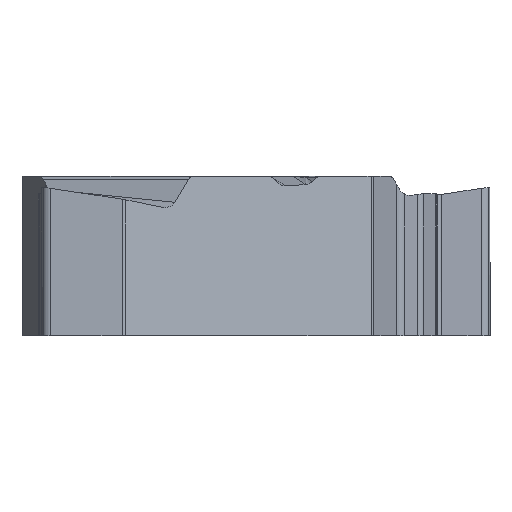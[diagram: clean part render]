
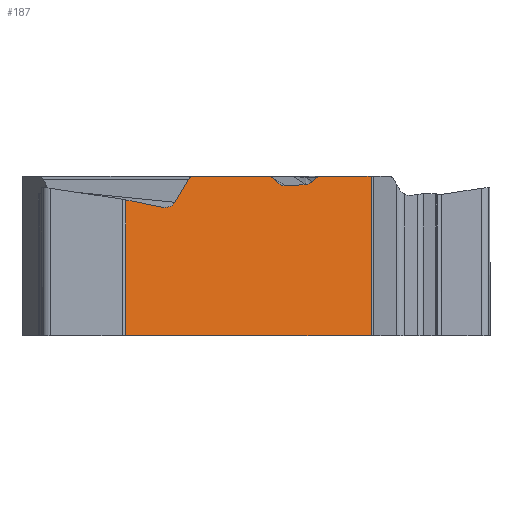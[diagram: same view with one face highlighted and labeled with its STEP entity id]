
A CAD part, front view. The second image highlights one B-rep face of the part: STEP entity #187.
In plain terms, the highlighted planar face has unit normal (0.5, -0.866, 0).
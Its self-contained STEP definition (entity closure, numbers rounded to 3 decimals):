
#187=ADVANCED_FACE('',(#338),#285,.F.);
#285=PLANE('',#2132);
#338=FACE_OUTER_BOUND('',#442,.T.);
#442=EDGE_LOOP('',(#998,#999,#1000,#1001,#1002,#1003,#1004,#1005,#1006,
#1007,#1008,#1009,#1010,#1011,#1012,#1013));
#588=LINE('',#3528,#762);
#589=LINE('',#3531,#763);
#590=LINE('',#3533,#764);
#591=LINE('',#3537,#765);
#592=LINE('',#3553,#766);
#593=LINE('',#3569,#767);
#594=LINE('',#3573,#768);
#595=LINE('',#3577,#769);
#596=LINE('',#3581,#770);
#597=LINE('',#3583,#771);
#762=VECTOR('',#2423,1.);
#763=VECTOR('',#2424,1.);
#764=VECTOR('',#2425,1.);
#765=VECTOR('',#2428,1.);
#766=VECTOR('',#2429,1.);
#767=VECTOR('',#2430,1.);
#768=VECTOR('',#2433,1.);
#769=VECTOR('',#2436,1.);
#770=VECTOR('',#2439,1.);
#771=VECTOR('',#2440,1.);
#998=ORIENTED_EDGE('',*,*,#1766,.F.);
#999=ORIENTED_EDGE('',*,*,#1767,.T.);
#1000=ORIENTED_EDGE('',*,*,#1768,.F.);
#1001=ORIENTED_EDGE('',*,*,#1769,.F.);
#1002=ORIENTED_EDGE('',*,*,#1770,.F.);
#1003=ORIENTED_EDGE('',*,*,#1771,.F.);
#1004=ORIENTED_EDGE('',*,*,#1772,.F.);
#1005=ORIENTED_EDGE('',*,*,#1773,.F.);
#1006=ORIENTED_EDGE('',*,*,#1774,.F.);
#1007=ORIENTED_EDGE('',*,*,#1775,.F.);
#1008=ORIENTED_EDGE('',*,*,#1776,.F.);
#1009=ORIENTED_EDGE('',*,*,#1777,.F.);
#1010=ORIENTED_EDGE('',*,*,#1778,.F.);
#1011=ORIENTED_EDGE('',*,*,#1779,.T.);
#1012=ORIENTED_EDGE('',*,*,#1780,.F.);
#1013=ORIENTED_EDGE('',*,*,#1781,.T.);
#1554=VERTEX_POINT('',#3529);
#1555=VERTEX_POINT('',#3530);
#1556=VERTEX_POINT('',#3532);
#1557=VERTEX_POINT('',#3534);
#1558=VERTEX_POINT('',#3536);
#1559=VERTEX_POINT('',#3538);
#1560=VERTEX_POINT('',#3552);
#1561=VERTEX_POINT('',#3554);
#1562=VERTEX_POINT('',#3568);
#1563=VERTEX_POINT('',#3570);
#1564=VERTEX_POINT('',#3572);
#1565=VERTEX_POINT('',#3574);
#1566=VERTEX_POINT('',#3576);
#1567=VERTEX_POINT('',#3578);
#1568=VERTEX_POINT('',#3580);
#1569=VERTEX_POINT('',#3582);
#1766=EDGE_CURVE('',#1554,#1555,#588,.T.);
#1767=EDGE_CURVE('',#1554,#1556,#589,.T.);
#1768=EDGE_CURVE('',#1557,#1556,#590,.T.);
#1769=EDGE_CURVE('',#1558,#1557,#1991,.T.);
#1770=EDGE_CURVE('',#1559,#1558,#591,.T.);
#1771=EDGE_CURVE('',#1560,#1559,#2029,.T.);
#1772=EDGE_CURVE('',#1561,#1560,#592,.T.);
#1773=EDGE_CURVE('',#1562,#1561,#2030,.T.);
#1774=EDGE_CURVE('',#1563,#1562,#593,.T.);
#1775=EDGE_CURVE('',#1564,#1563,#1992,.T.);
#1776=EDGE_CURVE('',#1565,#1564,#594,.T.);
#1777=EDGE_CURVE('',#1566,#1565,#1993,.T.);
#1778=EDGE_CURVE('',#1567,#1566,#595,.T.);
#1779=EDGE_CURVE('',#1567,#1568,#1994,.T.);
#1780=EDGE_CURVE('',#1569,#1568,#596,.T.);
#1781=EDGE_CURVE('',#1569,#1555,#597,.T.);
#1991=ELLIPSE('',#2128,0.15,0.15);
#1992=ELLIPSE('',#2129,0.167,0.15);
#1993=ELLIPSE('',#2130,0.177,0.15);
#1994=ELLIPSE('',#2131,0.368,0.32);
#2029=B_SPLINE_CURVE_WITH_KNOTS('',3,(#3539,#3540,#3541,#3542,#3543,#3544,
#3545,#3546,#3547,#3548,#3549,#3550,#3551),.UNSPECIFIED.,.F.,.F.,(4,3,3,
3,4),(0.,0.249,0.498,0.746,1.),
 .UNSPECIFIED.);
#2030=B_SPLINE_CURVE_WITH_KNOTS('',3,(#3555,#3556,#3557,#3558,#3559,#3560,
#3561,#3562,#3563,#3564,#3565,#3566,#3567),.UNSPECIFIED.,.F.,.F.,(4,3,3,
3,4),(0.,0.234,0.468,0.701,1.),
 .UNSPECIFIED.);
#2128=AXIS2_PLACEMENT_3D('',#3535,#2426,#2427);
#2129=AXIS2_PLACEMENT_3D('',#3571,#2431,#2432);
#2130=AXIS2_PLACEMENT_3D('',#3575,#2434,#2435);
#2131=AXIS2_PLACEMENT_3D('',#3579,#2437,#2438);
#2132=AXIS2_PLACEMENT_3D('',#3584,#2441,#2442);
#2423=DIRECTION('',(-0.866,-0.5,0.));
#2424=DIRECTION('',(0.,0.,1.));
#2425=DIRECTION('',(0.866,0.5,0.));
#2426=DIRECTION('',(-0.5,0.866,0.));
#2427=DIRECTION('',(0.866,0.5,0.));
#2428=DIRECTION('',(0.658,0.38,0.651));
#2429=DIRECTION('',(0.865,0.5,0.043));
#2430=DIRECTION('',(0.686,0.396,-0.611));
#2431=DIRECTION('',(-0.5,0.866,0.));
#2432=DIRECTION('',(-0.866,-0.5,0.));
#2433=DIRECTION('',(0.866,0.5,0.));
#2434=DIRECTION('',(-0.5,0.866,0.));
#2435=DIRECTION('',(-0.866,-0.5,0.));
#2436=DIRECTION('',(0.497,0.287,0.819));
#2437=DIRECTION('',(-0.5,0.866,0.));
#2438=DIRECTION('',(-0.853,-0.492,0.174));
#2439=DIRECTION('',(0.853,0.492,-0.174));
#2440=DIRECTION('',(0.,0.,-1.));
#2441=DIRECTION('',(-0.5,0.866,0.));
#2442=DIRECTION('',(0.,0.,-1.));
#3528=CARTESIAN_POINT('',(-0.367,-5.711,-3.97));
#3529=CARTESIAN_POINT('',(4.599,-2.844,-3.97));
#3530=CARTESIAN_POINT('',(-1.975,-6.64,-3.97));
#3531=CARTESIAN_POINT('',(4.599,-2.844,3.3));
#3532=CARTESIAN_POINT('',(4.599,-2.844,0.3));
#3533=CARTESIAN_POINT('',(-0.367,-5.711,0.3));
#3534=CARTESIAN_POINT('',(3.222,-3.639,0.3));
#3535=CARTESIAN_POINT('',(3.222,-3.639,0.15));
#3536=CARTESIAN_POINT('',(3.137,-3.688,0.264));
#3537=CARTESIAN_POINT('',(1.004,-4.92,-1.847));
#3538=CARTESIAN_POINT('',(3.029,-3.75,0.157));
#3539=CARTESIAN_POINT('',(2.857,-3.85,0.078));
#3540=CARTESIAN_POINT('',(2.873,-3.841,0.079));
#3541=CARTESIAN_POINT('',(2.888,-3.832,0.082));
#3542=CARTESIAN_POINT('',(2.904,-3.823,0.085));
#3543=CARTESIAN_POINT('',(2.919,-3.814,0.089));
#3544=CARTESIAN_POINT('',(2.934,-3.805,0.094));
#3545=CARTESIAN_POINT('',(2.949,-3.797,0.101));
#3546=CARTESIAN_POINT('',(2.963,-3.789,0.108));
#3547=CARTESIAN_POINT('',(2.977,-3.78,0.116));
#3548=CARTESIAN_POINT('',(2.99,-3.773,0.125));
#3549=CARTESIAN_POINT('',(3.004,-3.765,0.134));
#3550=CARTESIAN_POINT('',(3.017,-3.757,0.145));
#3551=CARTESIAN_POINT('',(3.029,-3.75,0.157));
#3552=CARTESIAN_POINT('',(2.857,-3.85,0.078));
#3553=CARTESIAN_POINT('',(-0.364,-5.709,-0.08));
#3554=CARTESIAN_POINT('',(2.296,-4.173,0.051));
#3555=CARTESIAN_POINT('',(2.124,-4.273,0.113));
#3556=CARTESIAN_POINT('',(2.136,-4.266,0.102));
#3557=CARTESIAN_POINT('',(2.148,-4.259,0.093));
#3558=CARTESIAN_POINT('',(2.161,-4.252,0.086));
#3559=CARTESIAN_POINT('',(2.173,-4.245,0.078));
#3560=CARTESIAN_POINT('',(2.186,-4.237,0.071));
#3561=CARTESIAN_POINT('',(2.2,-4.229,0.066));
#3562=CARTESIAN_POINT('',(2.214,-4.221,0.061));
#3563=CARTESIAN_POINT('',(2.228,-4.213,0.057));
#3564=CARTESIAN_POINT('',(2.242,-4.205,0.054));
#3565=CARTESIAN_POINT('',(2.26,-4.195,0.051));
#3566=CARTESIAN_POINT('',(2.278,-4.184,0.05));
#3567=CARTESIAN_POINT('',(2.296,-4.173,0.051));
#3568=CARTESIAN_POINT('',(2.124,-4.273,0.113));
#3569=CARTESIAN_POINT('',(4.055,-3.158,-1.607));
#3570=CARTESIAN_POINT('',(1.954,-4.371,0.264));
#3571=CARTESIAN_POINT('',(1.861,-4.425,0.15));
#3572=CARTESIAN_POINT('',(1.861,-4.425,0.3));
#3573=CARTESIAN_POINT('',(5.129,-2.538,0.3));
#3574=CARTESIAN_POINT('',(-0.162,-5.593,0.3));
#3575=CARTESIAN_POINT('',(-0.162,-5.593,0.15));
#3576=CARTESIAN_POINT('',(-0.294,-5.669,0.227));
#3577=CARTESIAN_POINT('',(1.398,-4.692,3.017));
#3578=CARTESIAN_POINT('',(-0.67,-5.886,-0.393));
#3579=CARTESIAN_POINT('',(-0.942,-6.043,-0.215));
#3580=CARTESIAN_POINT('',(-0.99,-6.071,-0.53));
#3581=CARTESIAN_POINT('',(4.866,-2.69,-1.723));
#3582=CARTESIAN_POINT('',(-1.975,-6.64,-0.33));
#3583=CARTESIAN_POINT('',(-1.975,-6.64,-5.47));
#3584=CARTESIAN_POINT('',(-0.367,-5.711,0.));
